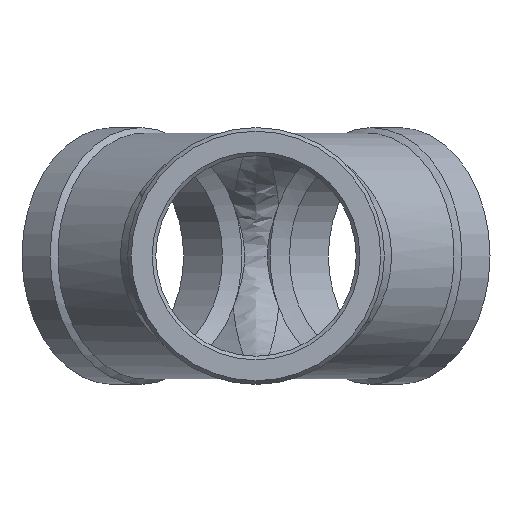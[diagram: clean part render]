
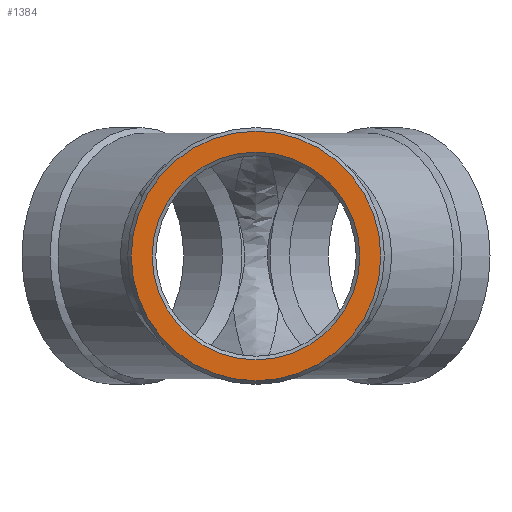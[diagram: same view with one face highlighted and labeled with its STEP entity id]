
A CAD part, front view. The second image highlights one B-rep face of the part: STEP entity #1384.
In plain terms, the highlighted planar face has unit normal (0, -1, 0).
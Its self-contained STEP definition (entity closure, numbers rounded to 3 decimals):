
#249=CIRCLE('',#1520,34.5);
#250=CIRCLE('',#1521,28.7);
#523=ORIENTED_EDGE('',*,*,#833,.F.);
#524=ORIENTED_EDGE('',*,*,#834,.T.);
#833=EDGE_CURVE('',#974,#974,#249,.T.);
#834=EDGE_CURVE('',#975,#975,#250,.T.);
#974=VERTEX_POINT('',#3766);
#975=VERTEX_POINT('',#3768);
#1130=EDGE_LOOP('',(#523));
#1131=EDGE_LOOP('',(#524));
#1249=FACE_BOUND('',#1130,.T.);
#1250=FACE_BOUND('',#1131,.T.);
#1323=PLANE('',#1519);
#1384=ADVANCED_FACE('',(#1249,#1250),#1323,.T.);
#1519=AXIS2_PLACEMENT_3D('',#3764,#1794,#1795);
#1520=AXIS2_PLACEMENT_3D('',#3765,#1796,#1797);
#1521=AXIS2_PLACEMENT_3D('',#3767,#1798,#1799);
#1794=DIRECTION('',(0.,-1.,0.));
#1795=DIRECTION('',(0.,0.,-1.));
#1796=DIRECTION('',(0.,1.,0.));
#1797=DIRECTION('',(0.,0.,1.));
#1798=DIRECTION('',(0.,1.,0.));
#1799=DIRECTION('',(0.,0.,-1.));
#3764=CARTESIAN_POINT('',(0.,-62.,0.));
#3765=CARTESIAN_POINT('',(0.,-62.,0.));
#3766=CARTESIAN_POINT('',(0.,-62.,34.5));
#3767=CARTESIAN_POINT('',(0.,-62.,0.));
#3768=CARTESIAN_POINT('',(0.,-62.,-28.7));
